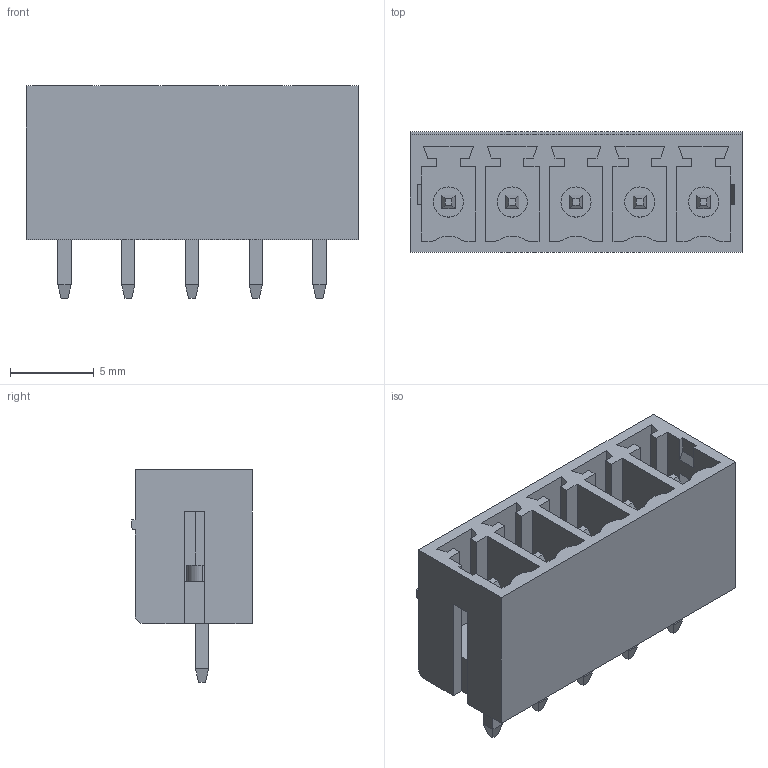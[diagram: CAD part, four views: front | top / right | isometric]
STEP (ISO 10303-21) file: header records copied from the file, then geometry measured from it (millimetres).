
FILE_DESCRIPTION(('FreeCAD Model'),'2;1');
FILE_NAME('Open CASCADE Shape Model','2024-11-18T13:51:16',(''),(''), 'Open CASCADE STEP processor 7.6','FreeCAD','Unknown');
FILE_SCHEMA(('AUTOMOTIVE_DESIGN { 1 0 10303 214 1 1 1 1 }'));
Length unit declared in the file: millimetre
Products named in the file (1): CUI_DEVICES_TBP02R2-381-05BE
Bounding box: 19.84 x 7.2 x 12.7 mm (x, y, z)
Volume: 750.9 mm3; surface area: 1605.1 mm2
Topology: 1 solids, 1 shells, 217 faces, 553 edges, 354 vertices
Faces by surface type: plane 190, cylinder 27
Entity records: 7949 total; most frequent: CARTESIAN_POINT 1125, ORIENTED_EDGE 1106, DIRECTION 1043, EDGE_CURVE 553, LINE 499, VECTOR 499, VERTEX_POINT 354, AXIS2_PLACEMENT_3D 272
